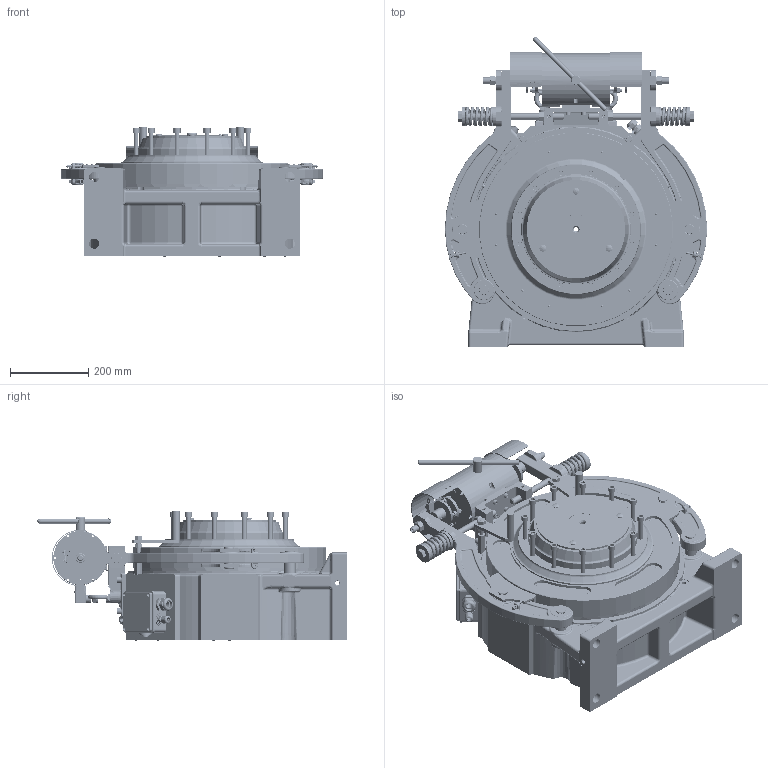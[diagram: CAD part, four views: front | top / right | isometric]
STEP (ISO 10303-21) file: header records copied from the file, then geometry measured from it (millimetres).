
FILE_DESCRIPTION (( 'STEP AP203' ), '1' );
FILE_NAME ('ll06-10_400.STEP', '2022-11-03T08:18:30', ( '' ), ( '' ), 'SwSTEP 2.0', 'SolidWorks 2022', '' );
FILE_SCHEMA (( 'CONFIG_CONTROL_DESIGN' ));
Products named in the file (1): ll06-10_400
Bounding box: 669.8 x 790.6 x 332.1 mm (x, y, z)
Surface area: 2505764.8 mm2 (no closed solid volume)
Topology: 0 solids, 332 shells, 3020 faces, 9160 edges, 6300 vertices
Faces by surface type: cylinder 1054, plane 950, torus 384, cone 332, bspline 202, sphere 98
Entity records: 138274 total; most frequent: CARTESIAN_POINT 57632, DIRECTION 17748, ORIENTED_EDGE 14723, EDGE_CURVE 9122, AXIS2_PLACEMENT_3D 7268, VERTEX_POINT 6296, CIRCLE 4449, EDGE_LOOP 3527
